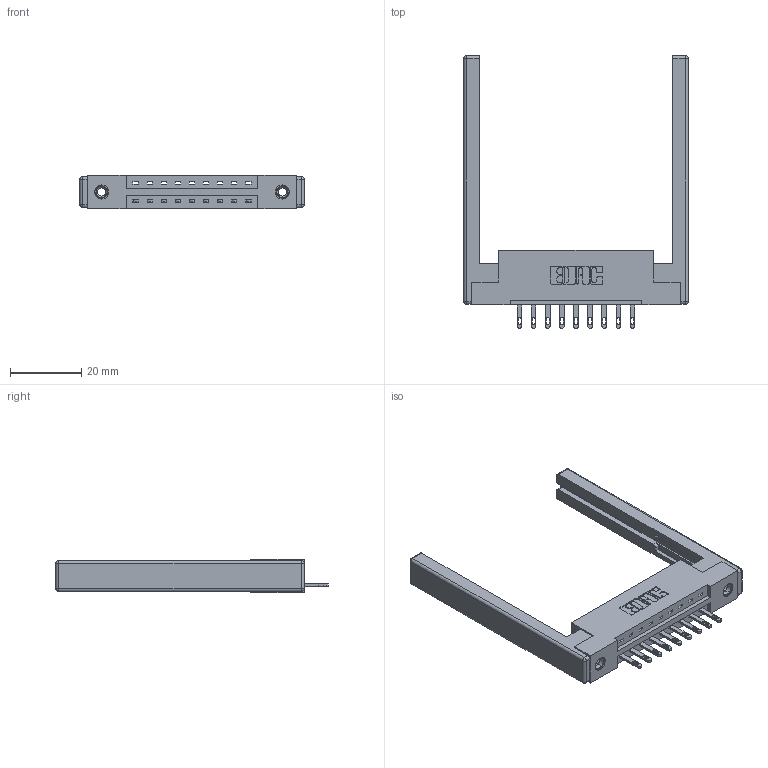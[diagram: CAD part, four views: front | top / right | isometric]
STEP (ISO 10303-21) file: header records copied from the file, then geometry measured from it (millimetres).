
FILE_DESCRIPTION (( 'STEP AP203' ), '1' );
FILE_NAME ('337-009-500-168.STEP', '2019-09-27T19:37:01', ( '' ), ( '' ), 'SwSTEP 2.0', 'SolidWorks 2016', '' );
FILE_SCHEMA (( 'CONFIG_CONTROL_DESIGN' ));
Length unit declared in the file: inch
Products named in the file (5): 337 Part_Flush Mounting Lugs - 0.156 Dia-TI; 337-009-500-168; 345-292-001_345-293-100; 307-220-068; 345-250-001_345-250-001-102
Assembly tree (14 placements, depth 2):
  337-009-500-168
    337 Part_Flush Mounting Lugs - 0.156 Dia-TI
    345-292-001_345-293-100  x9
    345-250-001_345-250-001-102  x2
    307-220-068  x2
Bounding box: 63.09 x 76.59 x 9.4 mm (x, y, z)
Volume: 10541.4 mm3; surface area: 10285.8 mm2
Topology: 14 solids, 14 shells, 790 faces, 2321 edges, 1526 vertices
Faces by surface type: plane 518, cylinder 248, cone 12, sphere 8, torus 4
Entity records: 13648 total; most frequent: CARTESIAN_POINT 2330, ORIENTED_EDGE 2264, DIRECTION 2104, EDGE_CURVE 1132, VECTOR 950, LINE 950, VERTEX_POINT 746, AXIS2_PLACEMENT_3D 577
